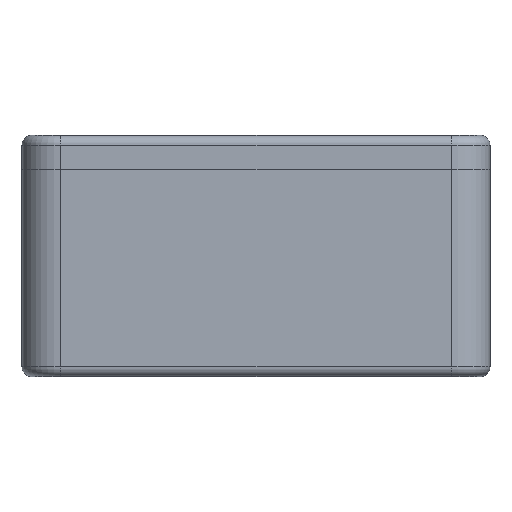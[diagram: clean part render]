
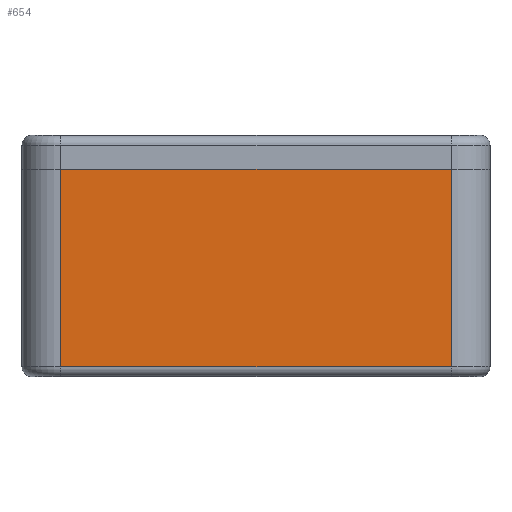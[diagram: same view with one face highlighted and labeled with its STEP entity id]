
A CAD part, left-side view. The second image highlights one B-rep face of the part: STEP entity #654.
In plain terms, the highlighted planar face has unit normal (-1, 0, 0).
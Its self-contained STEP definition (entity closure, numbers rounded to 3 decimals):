
#164 = VERTEX_POINT('',#165);
#165 = CARTESIAN_POINT('',(-76.,-40.5,2.));
#172 = EDGE_CURVE('',#164,#173,#175,.T.);
#173 = VERTEX_POINT('',#174);
#174 = CARTESIAN_POINT('',(-76.,-40.5,43.));
#175 = LINE('',#176,#177);
#176 = CARTESIAN_POINT('',(-76.,-40.5,0.));
#177 = VECTOR('',#178,1.);
#178 = DIRECTION('',(0.,0.,1.));
#228 = EDGE_CURVE('',#173,#229,#231,.T.);
#229 = VERTEX_POINT('',#230);
#230 = CARTESIAN_POINT('',(-76.,40.5,43.));
#231 = LINE('',#232,#233);
#232 = CARTESIAN_POINT('',(-76.,-40.5,43.));
#233 = VECTOR('',#234,1.);
#234 = DIRECTION('',(0.,1.,0.));
#654 = ADVANCED_FACE('',(#655),#673,.T.);
#655 = FACE_BOUND('',#656,.T.);
#656 = EDGE_LOOP('',(#657,#665,#671,#672));
#657 = ORIENTED_EDGE('',*,*,#658,.F.);
#658 = EDGE_CURVE('',#659,#229,#661,.T.);
#659 = VERTEX_POINT('',#660);
#660 = CARTESIAN_POINT('',(-76.,40.5,2.));
#661 = LINE('',#662,#663);
#662 = CARTESIAN_POINT('',(-76.,40.5,0.));
#663 = VECTOR('',#664,1.);
#664 = DIRECTION('',(0.,0.,1.));
#665 = ORIENTED_EDGE('',*,*,#666,.T.);
#666 = EDGE_CURVE('',#659,#164,#667,.T.);
#667 = LINE('',#668,#669);
#668 = CARTESIAN_POINT('',(-76.,40.5,2.));
#669 = VECTOR('',#670,1.);
#670 = DIRECTION('',(-0.,-1.,-0.));
#671 = ORIENTED_EDGE('',*,*,#172,.T.);
#672 = ORIENTED_EDGE('',*,*,#228,.T.);
#673 = PLANE('',#674);
#674 = AXIS2_PLACEMENT_3D('',#675,#676,#677);
#675 = CARTESIAN_POINT('',(-76.,-40.5,0.));
#676 = DIRECTION('',(-1.,0.,0.));
#677 = DIRECTION('',(0.,1.,0.));
